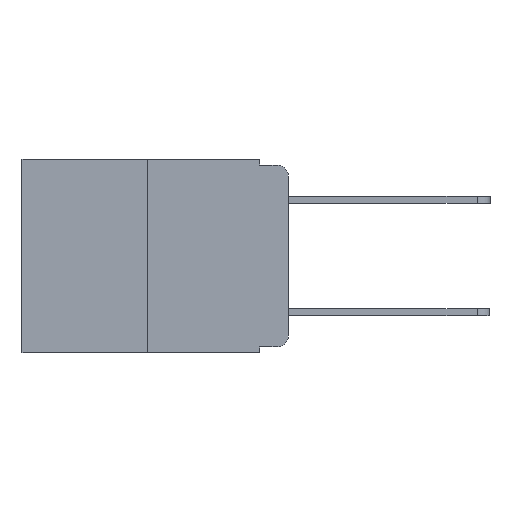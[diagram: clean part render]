
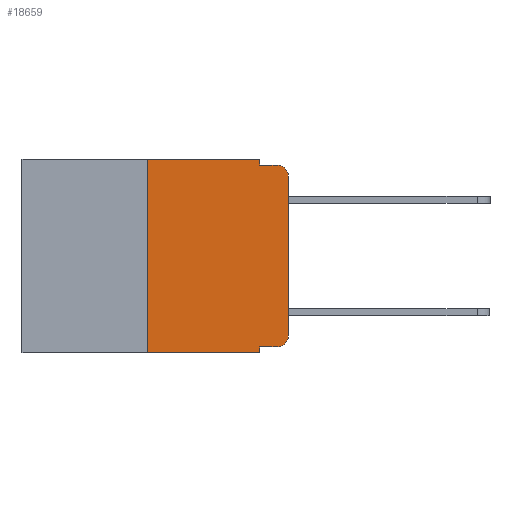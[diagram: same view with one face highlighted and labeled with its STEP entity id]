
A CAD part, left-side view. The second image highlights one B-rep face of the part: STEP entity #18659.
In plain terms, the highlighted planar face has unit normal (-1, 0, 0).
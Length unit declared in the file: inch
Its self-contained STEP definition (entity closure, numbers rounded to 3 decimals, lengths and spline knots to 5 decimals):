
#544 = CARTESIAN_POINT ( 'NONE',  ( 0., 0.051, 0. ) ) ;
#808 = DIRECTION ( 'NONE',  ( 0., 0., 1. ) ) ;
#974 = DIRECTION ( 'NONE',  ( -1., 0., 0. ) ) ;
#1490 = ORIENTED_EDGE ( 'NONE', *, *, #6853, .F. ) ;
#2133 = CARTESIAN_POINT ( 'NONE',  ( 0., 0.25, -0.343 ) ) ;
#2278 = VERTEX_POINT ( 'NONE', #17625 ) ;
#2323 = DIRECTION ( 'NONE',  ( 0., 0., 1. ) ) ;
#2499 = AXIS2_PLACEMENT_3D ( 'NONE', #16942, #18385, #9578 ) ;
#3503 = EDGE_CURVE ( 'NONE', #10572, #18779, #8533, .T. ) ;
#3586 = VECTOR ( 'NONE', #7515, 39.37008 ) ;
#3823 = CARTESIAN_POINT ( 'NONE',  ( 0., 0.051, -0.343 ) ) ;
#3852 = LINE ( 'NONE', #544, #11813 ) ;
#4157 = LINE ( 'NONE', #8353, #20175 ) ;
#4375 = AXIS2_PLACEMENT_3D ( 'NONE', #16975, #7921, #18417 ) ;
#4501 = DIRECTION ( 'NONE',  ( 0., -1., 0. ) ) ;
#4555 = VERTEX_POINT ( 'NONE', #2133 ) ;
#4794 = ORIENTED_EDGE ( 'NONE', *, *, #6786, .T. ) ;
#5619 = ORIENTED_EDGE ( 'NONE', *, *, #6888, .F. ) ;
#6052 = CARTESIAN_POINT ( 'NONE',  ( 0., 0., 0. ) ) ;
#6099 = VERTEX_POINT ( 'NONE', #10016 ) ;
#6418 = EDGE_CURVE ( 'NONE', #4555, #18386, #8391, .T. ) ;
#6465 = VECTOR ( 'NONE', #4501, 39.37008 ) ;
#6722 = ORIENTED_EDGE ( 'NONE', *, *, #6845, .F. ) ;
#6781 = EDGE_CURVE ( 'NONE', #9651, #13026, #20865, .T. ) ;
#6786 = EDGE_CURVE ( 'NONE', #13026, #17224, #12736, .T. ) ;
#6815 = EDGE_CURVE ( 'NONE', #18779, #6099, #3852, .T. ) ;
#6845 = EDGE_CURVE ( 'NONE', #6099, #17224, #10883, .T. ) ;
#6853 = EDGE_CURVE ( 'NONE', #2278, #18386, #18611, .T. ) ;
#6888 = EDGE_CURVE ( 'NONE', #4555, #10572, #9930, .T. ) ;
#6917 = EDGE_CURVE ( 'NONE', #19896, #9651, #8898, .T. ) ;
#6919 = EDGE_CURVE ( 'NONE', #2278, #19896, #4157, .T. ) ;
#7515 = DIRECTION ( 'NONE',  ( 0., -1., 0. ) ) ;
#7877 = PLANE ( 'NONE',  #2499 ) ;
#7921 = DIRECTION ( 'NONE',  ( -1., 0., 0. ) ) ;
#8353 = CARTESIAN_POINT ( 'NONE',  ( 0., 0.051, -0.333 ) ) ;
#8391 = LINE ( 'NONE', #9197, #3586 ) ;
#8533 = LINE ( 'NONE', #8623, #15170 ) ;
#8623 = CARTESIAN_POINT ( 'NONE',  ( 0., 0.473, 0. ) ) ;
#8898 = CIRCLE ( 'NONE', #19966, 0.02 ) ;
#8954 = ORIENTED_EDGE ( 'NONE', *, *, #6418, .T. ) ;
#9197 = CARTESIAN_POINT ( 'NONE',  ( 0., 0.473, -0.343 ) ) ;
#9264 = ORIENTED_EDGE ( 'NONE', *, *, #6917, .T. ) ;
#9578 = DIRECTION ( 'NONE',  ( 0., 0., -1. ) ) ;
#9651 = VERTEX_POINT ( 'NONE', #15854 ) ;
#9930 = LINE ( 'NONE', #20075, #17294 ) ;
#10016 = CARTESIAN_POINT ( 'NONE',  ( 0., 0.051, -0.01 ) ) ;
#10091 = CARTESIAN_POINT ( 'NONE',  ( 0., 0.02, -0.333 ) ) ;
#10572 = VERTEX_POINT ( 'NONE', #20209 ) ;
#10883 = LINE ( 'NONE', #12764, #6465 ) ;
#11199 = DIRECTION ( 'NONE',  ( 0., 0., -1. ) ) ;
#11522 = CARTESIAN_POINT ( 'NONE',  ( 0., 0.02, -0.313 ) ) ;
#11779 = DIRECTION ( 'NONE',  ( 0., -1., 0. ) ) ;
#11813 = VECTOR ( 'NONE', #11199, 39.37008 ) ;
#12659 = EDGE_LOOP ( 'NONE', ( #16684, #4794, #6722, #19237, #14285, #5619, #8954, #1490, #20458, #9264 ) ) ;
#12736 = CIRCLE ( 'NONE', #4375, 0.02 ) ;
#12764 = CARTESIAN_POINT ( 'NONE',  ( 0., 0.051, -0.01 ) ) ;
#13008 = DIRECTION ( 'NONE',  ( 0., 0., -1. ) ) ;
#13026 = VERTEX_POINT ( 'NONE', #17811 ) ;
#13152 = FACE_OUTER_BOUND ( 'NONE', #12659, .T. ) ;
#13643 = CARTESIAN_POINT ( 'NONE',  ( 0., 0.02, -0.01 ) ) ;
#14285 = ORIENTED_EDGE ( 'NONE', *, *, #3503, .F. ) ;
#14782 = VECTOR ( 'NONE', #17160, 39.37008 ) ;
#15170 = VECTOR ( 'NONE', #11779, 39.37008 ) ;
#15695 = CARTESIAN_POINT ( 'NONE',  ( 0., 0.051, 0. ) ) ;
#15854 = CARTESIAN_POINT ( 'NONE',  ( 0., 0., -0.313 ) ) ;
#16684 = ORIENTED_EDGE ( 'NONE', *, *, #6781, .T. ) ;
#16942 = CARTESIAN_POINT ( 'NONE',  ( 0., 0.473, 0. ) ) ;
#16975 = CARTESIAN_POINT ( 'NONE',  ( 0., 0.02, -0.03 ) ) ;
#17160 = DIRECTION ( 'NONE',  ( 0., 0., -1. ) ) ;
#17224 = VERTEX_POINT ( 'NONE', #13643 ) ;
#17294 = VECTOR ( 'NONE', #808, 39.37008 ) ;
#17345 = DIRECTION ( 'NONE',  ( 0., -1., 0. ) ) ;
#17625 = CARTESIAN_POINT ( 'NONE',  ( 0., 0.051, -0.333 ) ) ;
#17811 = CARTESIAN_POINT ( 'NONE',  ( 0., 0., -0.03 ) ) ;
#18385 = DIRECTION ( 'NONE',  ( 1., 0., 0. ) ) ;
#18386 = VERTEX_POINT ( 'NONE', #3823 ) ;
#18417 = DIRECTION ( 'NONE',  ( 0., 0., -1. ) ) ;
#18611 = LINE ( 'NONE', #15695, #14782 ) ;
#18659 = ADVANCED_FACE ( 'NONE', ( #13152 ), #7877, .F. ) ;
#18779 = VERTEX_POINT ( 'NONE', #19916 ) ;
#19237 = ORIENTED_EDGE ( 'NONE', *, *, #6815, .F. ) ;
#19896 = VERTEX_POINT ( 'NONE', #10091 ) ;
#19916 = CARTESIAN_POINT ( 'NONE',  ( 0., 0.051, 0. ) ) ;
#19955 = VECTOR ( 'NONE', #2323, 39.37008 ) ;
#19966 = AXIS2_PLACEMENT_3D ( 'NONE', #11522, #974, #13008 ) ;
#20075 = CARTESIAN_POINT ( 'NONE',  ( 0., 0.25, 0. ) ) ;
#20175 = VECTOR ( 'NONE', #17345, 39.37008 ) ;
#20209 = CARTESIAN_POINT ( 'NONE',  ( 0., 0.25, 0. ) ) ;
#20458 = ORIENTED_EDGE ( 'NONE', *, *, #6919, .T. ) ;
#20865 = LINE ( 'NONE', #6052, #19955 ) ;
